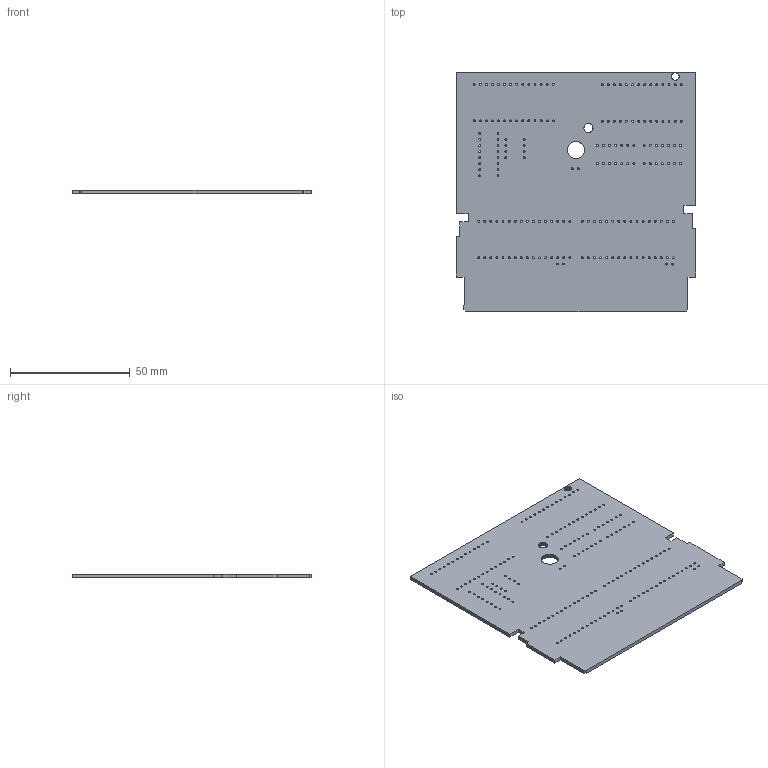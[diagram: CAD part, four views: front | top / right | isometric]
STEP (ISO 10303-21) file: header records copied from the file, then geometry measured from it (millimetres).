
FILE_DESCRIPTION(('KiCad electronic assembly'),'2;1');
FILE_NAME('AS-NES-Mapper474.step','2023-06-26T18:41:39',('Pcbnew'),( 'Kicad'),'Open CASCADE STEP processor 7.6','KiCad to STEP converter' ,'Unknown');
FILE_SCHEMA(('AUTOMOTIVE_DESIGN { 1 0 10303 214 1 1 1 1 }'));
Length unit declared in the file: millimetre
Products named in the file (2): AS-NES-Mapper474 1; PCB
Assembly tree (1 placements, depth 2):
  AS-NES-Mapper474 1
    PCB
Bounding box: 100 x 100.04 x 1.58 mm (x, y, z)
Volume: 15336.8 mm3; surface area: 20852.9 mm2
Topology: 1 solids, 1 shells, 345 faces, 1029 edges, 686 vertices
Faces by surface type: cylinder 178, plane 167
Full cylindrical faces by diameter (mm): 0.8 x178
Entity records: 26915 total; most frequent: CARTESIAN_POINT 6256, DIRECTION 3781, LINE 2375, VECTOR 2375, ORIENTED_EDGE 2058, PCURVE 2058, DEFINITIONAL_REPRESENTATION 2058, EDGE_CURVE 1029
